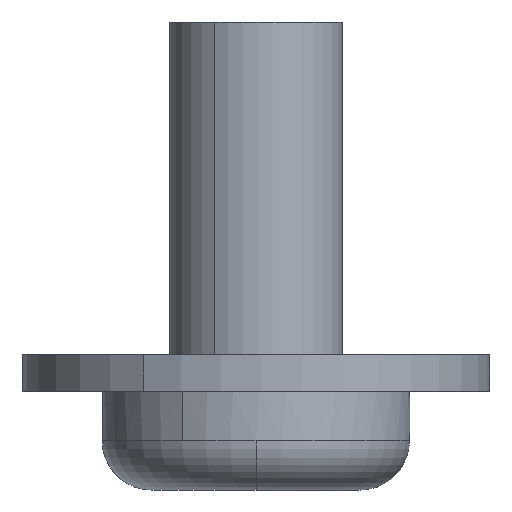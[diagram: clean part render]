
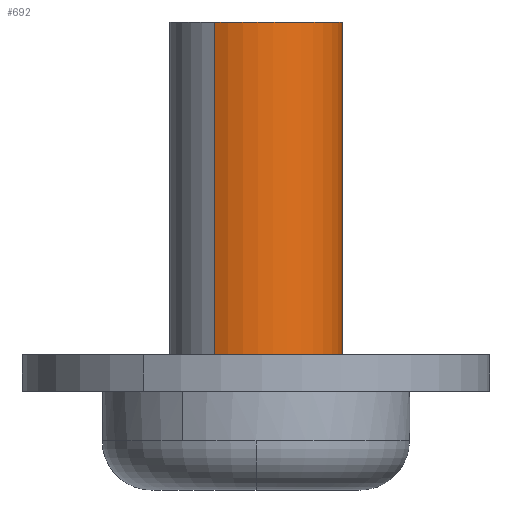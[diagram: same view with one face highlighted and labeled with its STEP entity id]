
A CAD part, left-side view. The second image highlights one B-rep face of the part: STEP entity #692.
In plain terms, the highlighted cylindrical face has radius 0.7 mm (diameter 1.4 mm), a partial arc.
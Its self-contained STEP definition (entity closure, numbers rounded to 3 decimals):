
#651=CARTESIAN_POINT('',(-25.74,0.,1.25));
#652=DIRECTION('',(0.0,0.0,-1.0));
#653=DIRECTION('',(-0.878,0.479,0.0));
#654=AXIS2_PLACEMENT_3D('',#651,#652,#653);
#655=CYLINDRICAL_SURFACE('',#654,0.7);
#656=CARTESIAN_POINT('',(-26.354,0.336,-1.9));
#657=VERTEX_POINT('',#656);
#658=CARTESIAN_POINT('',(-26.354,0.336,1.1));
#659=VERTEX_POINT('',#658);
#660=CARTESIAN_POINT('',(-26.354,0.336,-1.9));
#661=DIRECTION('',(0.0,0.0,1.0));
#662=VECTOR('',#661,3.0);
#663=LINE('',#660,#662);
#664=EDGE_CURVE('',#657,#659,#663,.T.);
#665=ORIENTED_EDGE('',*,*,#664,.F.);
#666=CARTESIAN_POINT('',(-25.126,-0.336,-1.9));
#667=VERTEX_POINT('',#666);
#668=CARTESIAN_POINT('',(-25.74,0.,-1.9));
#669=DIRECTION('',(0.0,0.0,-1.0));
#670=DIRECTION('',(1.0,0.0,0.0));
#671=AXIS2_PLACEMENT_3D('',#668,#669,#670);
#672=CIRCLE('',#671,0.7);
#673=EDGE_CURVE('',#667,#657,#672,.T.);
#674=ORIENTED_EDGE('',*,*,#673,.F.);
#675=CARTESIAN_POINT('',(-25.126,-0.336,1.1));
#676=VERTEX_POINT('',#675);
#677=CARTESIAN_POINT('',(-25.126,-0.336,-1.9));
#678=DIRECTION('',(0.0,0.0,1.0));
#679=VECTOR('',#678,3.0);
#680=LINE('',#677,#679);
#681=EDGE_CURVE('',#667,#676,#680,.T.);
#682=ORIENTED_EDGE('',*,*,#681,.T.);
#683=CARTESIAN_POINT('',(-25.74,0.,1.1));
#684=DIRECTION('',(0.0,0.0,-1.0));
#685=DIRECTION('',(1.0,0.0,0.0));
#686=AXIS2_PLACEMENT_3D('',#683,#684,#685);
#687=CIRCLE('',#686,0.7);
#688=EDGE_CURVE('',#676,#659,#687,.T.);
#689=ORIENTED_EDGE('',*,*,#688,.T.);
#690=EDGE_LOOP('',(#665,#674,#682,#689));
#691=FACE_OUTER_BOUND('',#690,.T.);
#692=ADVANCED_FACE('',(#691),#655,.T.);
